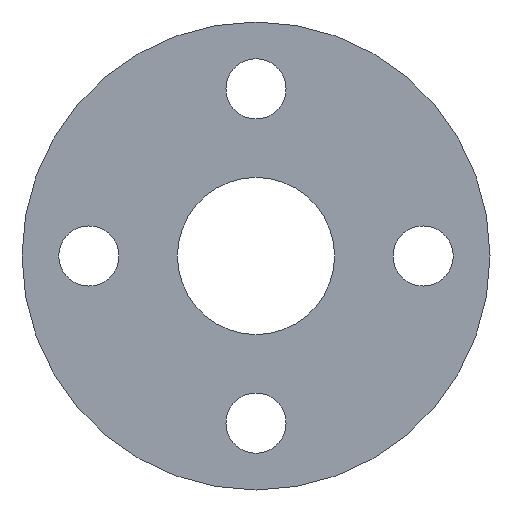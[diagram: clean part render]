
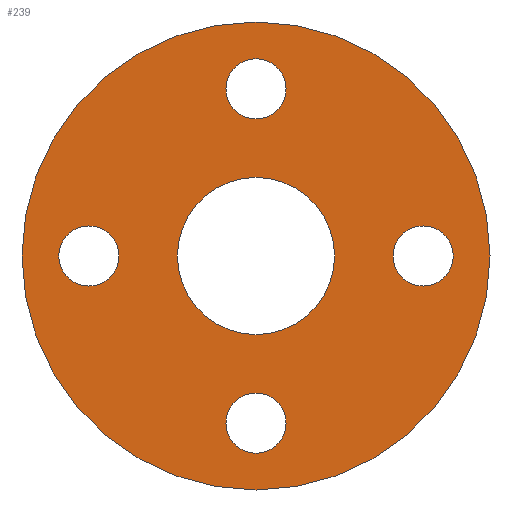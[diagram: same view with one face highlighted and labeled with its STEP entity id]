
A CAD part, front view. The second image highlights one B-rep face of the part: STEP entity #239.
In plain terms, the highlighted planar face has unit normal (0, -1, 0).
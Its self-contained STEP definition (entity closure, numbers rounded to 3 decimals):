
#6 = CARTESIAN_POINT ( 'NONE',  ( 0., 0., 0. ) ) ;
#7 = DIRECTION ( 'NONE',  ( 0., -1., 0. ) ) ;
#9 = EDGE_LOOP ( 'NONE', ( #533, #351 ) ) ;
#20 = CARTESIAN_POINT ( 'NONE',  ( 50., 0., 0. ) ) ;
#27 = CARTESIAN_POINT ( 'NONE',  ( 0., 0., -59. ) ) ;
#35 = ORIENTED_EDGE ( 'NONE', *, *, #559, .F. ) ;
#36 = DIRECTION ( 'NONE',  ( 0., 1., 0. ) ) ;
#42 = ORIENTED_EDGE ( 'NONE', *, *, #506, .T. ) ;
#62 = EDGE_CURVE ( 'NONE', #187, #250, #459, .T. ) ;
#70 = CARTESIAN_POINT ( 'NONE',  ( 50., 0., 9. ) ) ;
#74 = EDGE_CURVE ( 'NONE', #109, #90, #157, .T. ) ;
#77 = CARTESIAN_POINT ( 'NONE',  ( 0., 0., 0. ) ) ;
#88 = AXIS2_PLACEMENT_3D ( 'NONE', #183, #415, #491 ) ;
#90 = VERTEX_POINT ( 'NONE', #472 ) ;
#93 = VERTEX_POINT ( 'NONE', #70 ) ;
#97 = CIRCLE ( 'NONE', #143, 23.5 ) ;
#99 = CARTESIAN_POINT ( 'NONE',  ( 0., 0., 50. ) ) ;
#109 = VERTEX_POINT ( 'NONE', #199 ) ;
#120 = DIRECTION ( 'NONE',  ( 0., 0., 1. ) ) ;
#122 = CARTESIAN_POINT ( 'NONE',  ( 0., 0., 0. ) ) ;
#126 = ORIENTED_EDGE ( 'NONE', *, *, #156, .F. ) ;
#142 = ORIENTED_EDGE ( 'NONE', *, *, #490, .F. ) ;
#143 = AXIS2_PLACEMENT_3D ( 'NONE', #564, #205, #243 ) ;
#147 = EDGE_CURVE ( 'NONE', #397, #172, #167, .T. ) ;
#148 = VERTEX_POINT ( 'NONE', #569 ) ;
#151 = EDGE_LOOP ( 'NONE', ( #227, #326 ) ) ;
#156 = EDGE_CURVE ( 'NONE', #172, #397, #485, .T. ) ;
#157 = CIRCLE ( 'NONE', #247, 9. ) ;
#164 = CARTESIAN_POINT ( 'NONE',  ( -50., 0., 0. ) ) ;
#167 = CIRCLE ( 'NONE', #494, 9. ) ;
#172 = VERTEX_POINT ( 'NONE', #341 ) ;
#174 = DIRECTION ( 'NONE',  ( 0., 0., -1. ) ) ;
#175 = VERTEX_POINT ( 'NONE', #428 ) ;
#178 = EDGE_LOOP ( 'NONE', ( #409, #126 ) ) ;
#183 = CARTESIAN_POINT ( 'NONE',  ( 0., 0., 50. ) ) ;
#184 = DIRECTION ( 'NONE',  ( 0., 0., -1. ) ) ;
#185 = AXIS2_PLACEMENT_3D ( 'NONE', #313, #270, #442 ) ;
#187 = VERTEX_POINT ( 'NONE', #334 ) ;
#197 = CARTESIAN_POINT ( 'NONE',  ( -50., 0., 0. ) ) ;
#199 = CARTESIAN_POINT ( 'NONE',  ( 0., 0., 41. ) ) ;
#200 = AXIS2_PLACEMENT_3D ( 'NONE', #225, #483, #263 ) ;
#203 = CIRCLE ( 'NONE', #285, 9. ) ;
#204 = DIRECTION ( 'NONE',  ( 0., -1., 0. ) ) ;
#205 = DIRECTION ( 'NONE',  ( 0., 1., 0. ) ) ;
#206 = AXIS2_PLACEMENT_3D ( 'NONE', #373, #496, #322 ) ;
#207 = EDGE_CURVE ( 'NONE', #238, #224, #438, .T. ) ;
#220 = DIRECTION ( 'NONE',  ( 0., 0., 1. ) ) ;
#224 = VERTEX_POINT ( 'NONE', #581 ) ;
#225 = CARTESIAN_POINT ( 'NONE',  ( 0., 0., -50. ) ) ;
#227 = ORIENTED_EDGE ( 'NONE', *, *, #303, .F. ) ;
#236 = AXIS2_PLACEMENT_3D ( 'NONE', #77, #36, #220 ) ;
#238 = VERTEX_POINT ( 'NONE', #488 ) ;
#239 = ADVANCED_FACE ( 'NONE', ( #579, #396, #433, #435, #532, #587 ), #584, .T. ) ;
#243 = DIRECTION ( 'NONE',  ( 0., 0., 1. ) ) ;
#247 = AXIS2_PLACEMENT_3D ( 'NONE', #99, #7, #184 ) ;
#248 = EDGE_CURVE ( 'NONE', #224, #238, #314, .T. ) ;
#250 = VERTEX_POINT ( 'NONE', #27 ) ;
#263 = DIRECTION ( 'NONE',  ( 0., 0., -1. ) ) ;
#264 = AXIS2_PLACEMENT_3D ( 'NONE', #6, #372, #328 ) ;
#270 = DIRECTION ( 'NONE',  ( 0., -1., 0. ) ) ;
#282 = VERTEX_POINT ( 'NONE', #350 ) ;
#285 = AXIS2_PLACEMENT_3D ( 'NONE', #20, #463, #561 ) ;
#298 = DIRECTION ( 'NONE',  ( 0., 0., -1. ) ) ;
#303 = EDGE_CURVE ( 'NONE', #250, #187, #521, .T. ) ;
#307 = DIRECTION ( 'NONE',  ( 0., 1., 0. ) ) ;
#310 = CARTESIAN_POINT ( 'NONE',  ( 0., 0., 70. ) ) ;
#313 = CARTESIAN_POINT ( 'NONE',  ( 50., 0., 0. ) ) ;
#314 = CIRCLE ( 'NONE', #347, 70. ) ;
#318 = DIRECTION ( 'NONE',  ( 0., -1., 0. ) ) ;
#322 = DIRECTION ( 'NONE',  ( 0., 0., -1. ) ) ;
#324 = EDGE_LOOP ( 'NONE', ( #353, #142 ) ) ;
#326 = ORIENTED_EDGE ( 'NONE', *, *, #62, .F. ) ;
#327 = CIRCLE ( 'NONE', #88, 9. ) ;
#328 = DIRECTION ( 'NONE',  ( 0., 0., 1. ) ) ;
#334 = CARTESIAN_POINT ( 'NONE',  ( 0., 0., -41. ) ) ;
#337 = EDGE_CURVE ( 'NONE', #93, #175, #445, .T. ) ;
#340 = AXIS2_PLACEMENT_3D ( 'NONE', #164, #204, #298 ) ;
#341 = CARTESIAN_POINT ( 'NONE',  ( -50., 0., 9. ) ) ;
#347 = AXIS2_PLACEMENT_3D ( 'NONE', #122, #307, #120 ) ;
#350 = CARTESIAN_POINT ( 'NONE',  ( 0., 0., 23.5 ) ) ;
#351 = ORIENTED_EDGE ( 'NONE', *, *, #248, .F. ) ;
#353 = ORIENTED_EDGE ( 'NONE', *, *, #74, .F. ) ;
#363 = EDGE_LOOP ( 'NONE', ( #35, #461 ) ) ;
#372 = DIRECTION ( 'NONE',  ( 0., 1., 0. ) ) ;
#373 = CARTESIAN_POINT ( 'NONE',  ( 0., 0., -50. ) ) ;
#379 = DIRECTION ( 'NONE',  ( 0., -1., 0. ) ) ;
#396 = FACE_BOUND ( 'NONE', #363, .T. ) ;
#397 = VERTEX_POINT ( 'NONE', #412 ) ;
#409 = ORIENTED_EDGE ( 'NONE', *, *, #147, .F. ) ;
#412 = CARTESIAN_POINT ( 'NONE',  ( -50., 0., -9. ) ) ;
#415 = DIRECTION ( 'NONE',  ( 0., -1., 0. ) ) ;
#428 = CARTESIAN_POINT ( 'NONE',  ( 50., 0., -9. ) ) ;
#433 = FACE_BOUND ( 'NONE', #324, .T. ) ;
#435 = FACE_BOUND ( 'NONE', #178, .T. ) ;
#438 = CIRCLE ( 'NONE', #236, 70. ) ;
#441 = EDGE_LOOP ( 'NONE', ( #42, #582 ) ) ;
#442 = DIRECTION ( 'NONE',  ( 0., 0., -1. ) ) ;
#445 = CIRCLE ( 'NONE', #185, 9. ) ;
#459 = CIRCLE ( 'NONE', #206, 9. ) ;
#461 = ORIENTED_EDGE ( 'NONE', *, *, #337, .F. ) ;
#463 = DIRECTION ( 'NONE',  ( 0., -1., 0. ) ) ;
#472 = CARTESIAN_POINT ( 'NONE',  ( 0., 0., 59. ) ) ;
#483 = DIRECTION ( 'NONE',  ( 0., -1., 0. ) ) ;
#485 = CIRCLE ( 'NONE', #340, 9. ) ;
#488 = CARTESIAN_POINT ( 'NONE',  ( 0., 0., 70. ) ) ;
#490 = EDGE_CURVE ( 'NONE', #90, #109, #327, .T. ) ;
#491 = DIRECTION ( 'NONE',  ( 0., 0., -1. ) ) ;
#494 = AXIS2_PLACEMENT_3D ( 'NONE', #197, #379, #512 ) ;
#496 = DIRECTION ( 'NONE',  ( 0., -1., 0. ) ) ;
#506 = EDGE_CURVE ( 'NONE', #282, #148, #524, .T. ) ;
#512 = DIRECTION ( 'NONE',  ( 0., 0., -1. ) ) ;
#521 = CIRCLE ( 'NONE', #200, 9. ) ;
#524 = CIRCLE ( 'NONE', #264, 23.5 ) ;
#532 = FACE_BOUND ( 'NONE', #441, .T. ) ;
#533 = ORIENTED_EDGE ( 'NONE', *, *, #207, .F. ) ;
#559 = EDGE_CURVE ( 'NONE', #175, #93, #203, .T. ) ;
#561 = DIRECTION ( 'NONE',  ( 0., 0., -1. ) ) ;
#564 = CARTESIAN_POINT ( 'NONE',  ( 0., 0., 0. ) ) ;
#569 = CARTESIAN_POINT ( 'NONE',  ( 0., 0., -23.5 ) ) ;
#570 = AXIS2_PLACEMENT_3D ( 'NONE', #310, #318, #174 ) ;
#574 = EDGE_CURVE ( 'NONE', #148, #282, #97, .T. ) ;
#579 = FACE_BOUND ( 'NONE', #151, .T. ) ;
#581 = CARTESIAN_POINT ( 'NONE',  ( 0., 0., -70. ) ) ;
#582 = ORIENTED_EDGE ( 'NONE', *, *, #574, .T. ) ;
#584 = PLANE ( 'NONE',  #570 ) ;
#587 = FACE_OUTER_BOUND ( 'NONE', #9, .T. ) ;
